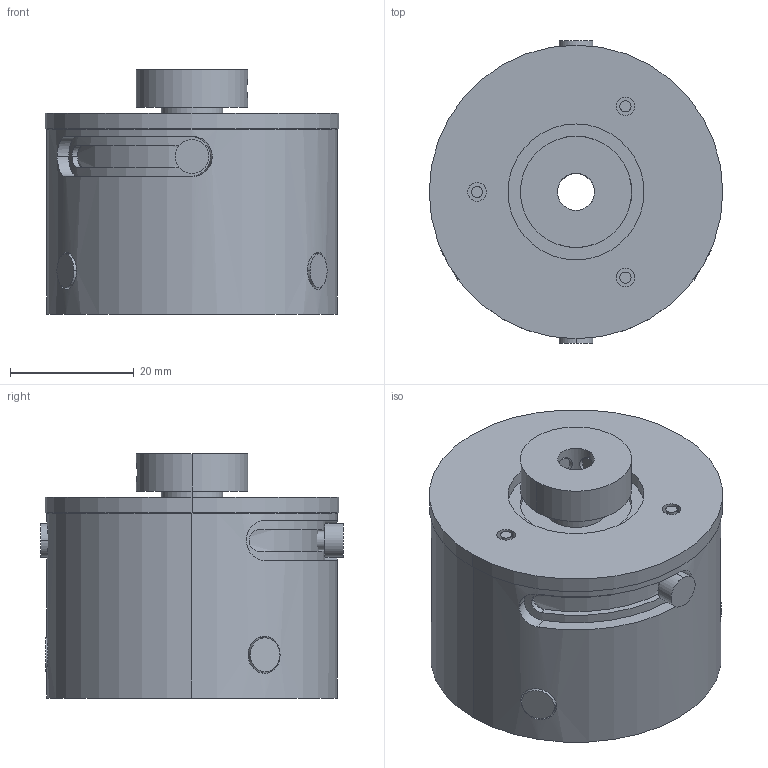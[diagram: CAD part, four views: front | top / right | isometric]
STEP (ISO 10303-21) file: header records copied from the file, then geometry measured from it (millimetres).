
FILE_DESCRIPTION (( 'STEP AP203' ), '1' );
FILE_NAME ('PHT 1.2D_25295100(１体）.STEP', '2016-03-15T04:49:29', ( ' ' ), ( '' ), 'SwSTEP 2.0', 'SolidWorks 2009', '' );
FILE_SCHEMA (( 'CONFIG_CONTROL_DESIGN' ));
Length unit declared in the file: millimetre
Products named in the file (1): PHT 1.2D_25295100(１体）
Bounding box: 47.5 x 49 x 39.5 mm (x, y, z)
Volume: 54328.8 mm3; surface area: 12491.6 mm2
Topology: 3 solids, 3 shells, 147 faces, 308 edges, 204 vertices
Faces by surface type: cylinder 100, plane 47
Entity records: 5051 total; most frequent: CARTESIAN_POINT 1762, DIRECTION 700, ORIENTED_EDGE 616, EDGE_CURVE 308, AXIS2_PLACEMENT_3D 298, VERTEX_POINT 204, EDGE_LOOP 186, CIRCLE 150
